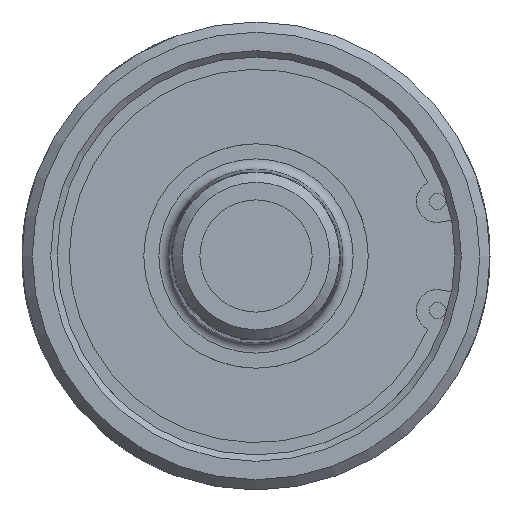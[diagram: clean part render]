
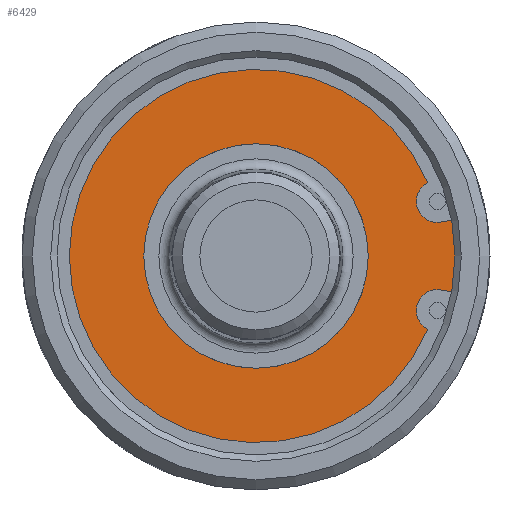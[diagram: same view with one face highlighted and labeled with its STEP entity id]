
A CAD part, left-side view. The second image highlights one B-rep face of the part: STEP entity #6429.
In plain terms, the highlighted planar face has unit normal (-1, 0, 0).
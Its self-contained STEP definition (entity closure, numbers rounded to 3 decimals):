
#264=FACE_BOUND('',#2177,.T.);
#304=LINE('',#8459,#650);
#308=LINE('',#8468,#654);
#650=VECTOR('',#7037,10.);
#654=VECTOR('',#7043,10.);
#1009=CIRCLE('',#6503,16.45);
#1010=CIRCLE('',#6504,16.45);
#1016=CIRCLE('',#6516,29.11);
#1018=CIRCLE('',#6519,3.286);
#1020=CIRCLE('',#6522,3.286);
#1240=CIRCLE('',#6892,33.45);
#1339=PLANE('',#6891);
#1778=FACE_OUTER_BOUND('',#2176,.T.);
#2176=EDGE_LOOP('',(#6009,#6010,#6011,#6012,#6013,#6014));
#2177=EDGE_LOOP('',(#6015,#6016));
#2553=VERTEX_POINT('',#8433);
#2554=VERTEX_POINT('',#8434);
#2561=VERTEX_POINT('',#8456);
#2562=VERTEX_POINT('',#8458);
#2564=VERTEX_POINT('',#8464);
#2566=VERTEX_POINT('',#8467);
#2571=VERTEX_POINT('',#8478);
#2572=VERTEX_POINT('',#8480);
#3209=EDGE_CURVE('',#2553,#2554,#1009,.T.);
#3210=EDGE_CURVE('',#2554,#2553,#1010,.T.);
#3221=EDGE_CURVE('',#2562,#2561,#304,.T.);
#3225=EDGE_CURVE('',#2566,#2564,#308,.T.);
#3231=EDGE_CURVE('',#2572,#2571,#1016,.T.);
#3234=EDGE_CURVE('',#2561,#2572,#1018,.T.);
#3236=EDGE_CURVE('',#2571,#2566,#1020,.T.);
#4105=EDGE_CURVE('',#2562,#2564,#1240,.T.);
#6009=ORIENTED_EDGE('',*,*,#3225,.T.);
#6010=ORIENTED_EDGE('',*,*,#4105,.F.);
#6011=ORIENTED_EDGE('',*,*,#3221,.T.);
#6012=ORIENTED_EDGE('',*,*,#3234,.T.);
#6013=ORIENTED_EDGE('',*,*,#3231,.T.);
#6014=ORIENTED_EDGE('',*,*,#3236,.T.);
#6015=ORIENTED_EDGE('',*,*,#3209,.T.);
#6016=ORIENTED_EDGE('',*,*,#3210,.T.);
#6429=ADVANCED_FACE('',(#1778,#264),#1339,.T.);
#6503=AXIS2_PLACEMENT_3D('',#8435,#7011,#7012);
#6504=AXIS2_PLACEMENT_3D('',#8436,#7013,#7014);
#6516=AXIS2_PLACEMENT_3D('',#8481,#7052,#7053);
#6519=AXIS2_PLACEMENT_3D('',#8485,#7059,#7060);
#6522=AXIS2_PLACEMENT_3D('',#8488,#7065,#7066);
#6891=AXIS2_PLACEMENT_3D('',#18908,#8122,#8123);
#6892=AXIS2_PLACEMENT_3D('',#18909,#8124,#8125);
#7011=DIRECTION('center_axis',(1.,0.,0.));
#7012=DIRECTION('ref_axis',(0.,1.,0.));
#7013=DIRECTION('center_axis',(1.,0.,0.));
#7014=DIRECTION('ref_axis',(0.,1.,0.));
#7037=DIRECTION('',(0.,0.984,-0.18));
#7043=DIRECTION('',(0.,-0.984,-0.18));
#7052=DIRECTION('center_axis',(-1.,0.,0.));
#7053=DIRECTION('ref_axis',(0.,0.92,0.393));
#7059=DIRECTION('center_axis',(1.,0.,0.));
#7060=DIRECTION('ref_axis',(0.,-0.104,-0.995));
#7065=DIRECTION('center_axis',(1.,0.,0.));
#7066=DIRECTION('ref_axis',(0.,0.463,-0.887));
#8122=DIRECTION('center_axis',(-1.,0.,0.));
#8123=DIRECTION('ref_axis',(0.,0.,1.));
#8124=DIRECTION('center_axis',(1.,0.,0.));
#8125=DIRECTION('ref_axis',(0.,0.,-1.));
#8433=CARTESIAN_POINT('',(5.32,16.45,0.));
#8434=CARTESIAN_POINT('',(5.32,-16.45,0.));
#8435=CARTESIAN_POINT('Origin',(5.32,0.,0.));
#8436=CARTESIAN_POINT('Origin',(5.32,0.,0.));
#8456=CARTESIAN_POINT('',(5.32,-28.633,5.249));
#8458=CARTESIAN_POINT('',(5.32,-32.902,6.031));
#8459=CARTESIAN_POINT('',(5.32,-1.455,0.267));
#8464=CARTESIAN_POINT('',(5.32,-32.902,-6.031));
#8467=CARTESIAN_POINT('',(5.32,-28.633,-5.249));
#8468=CARTESIAN_POINT('',(5.32,1.865,0.342));
#8478=CARTESIAN_POINT('',(5.32,-26.772,-11.431));
#8480=CARTESIAN_POINT('',(5.32,-26.772,11.431));
#8481=CARTESIAN_POINT('Origin',(5.32,0.,0.));
#8485=CARTESIAN_POINT('Origin',(5.32,-28.292,8.517));
#8488=CARTESIAN_POINT('Origin',(5.32,-28.292,-8.517));
#18908=CARTESIAN_POINT('Origin',(5.32,33.45,0.));
#18909=CARTESIAN_POINT('Origin',(5.32,0.,0.));
